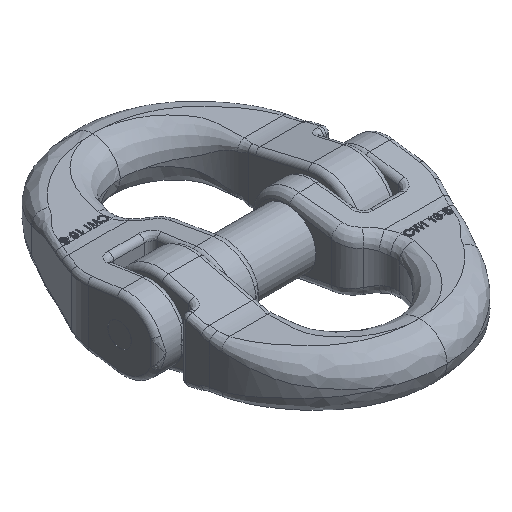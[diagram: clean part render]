
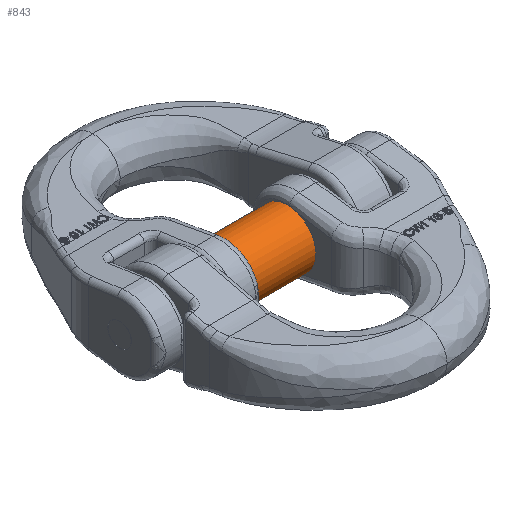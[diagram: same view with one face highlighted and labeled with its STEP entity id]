
A CAD part, isometric view. The second image highlights one B-rep face of the part: STEP entity #843.
In plain terms, the highlighted cylindrical face has radius 11 mm (diameter 22 mm), a full revolution.
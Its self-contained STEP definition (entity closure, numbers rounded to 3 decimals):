
#331=FACE_BOUND('',#1696,.T.);
#332=FACE_BOUND('',#1697,.T.);
#409=CYLINDRICAL_SURFACE('',#6319,11.);
#573=CIRCLE('',#6317,11.);
#574=CIRCLE('',#6318,11.);
#843=ADVANCED_FACE('',(#331,#332),#409,.T.);
#1696=EDGE_LOOP('',(#3221));
#1697=EDGE_LOOP('',(#3222));
#3221=ORIENTED_EDGE('',*,*,#5062,.T.);
#3222=ORIENTED_EDGE('',*,*,#5063,.F.);
#4361=VERTEX_POINT('',#11138);
#4362=VERTEX_POINT('',#11140);
#5062=EDGE_CURVE('',#4361,#4361,#573,.T.);
#5063=EDGE_CURVE('',#4362,#4362,#574,.T.);
#6317=AXIS2_PLACEMENT_3D('',#11137,#7123,#7124);
#6318=AXIS2_PLACEMENT_3D('',#11139,#7125,#7126);
#6319=AXIS2_PLACEMENT_3D('',#11141,#7127,#7128);
#7123=DIRECTION('',(-1.,0.,0.));
#7124=DIRECTION('',(0.,1.,0.));
#7125=DIRECTION('',(-1.,0.,0.));
#7126=DIRECTION('',(0.,1.,0.));
#7127=DIRECTION('',(-1.,0.,0.));
#7128=DIRECTION('',(0.,0.,1.));
#11137=CARTESIAN_POINT('',(64.7,0.,0.));
#11138=CARTESIAN_POINT('',(64.7,11.,0.));
#11139=CARTESIAN_POINT('',(40.6,0.,0.));
#11140=CARTESIAN_POINT('',(40.6,11.,0.));
#11141=CARTESIAN_POINT('',(64.7,0.,0.));
